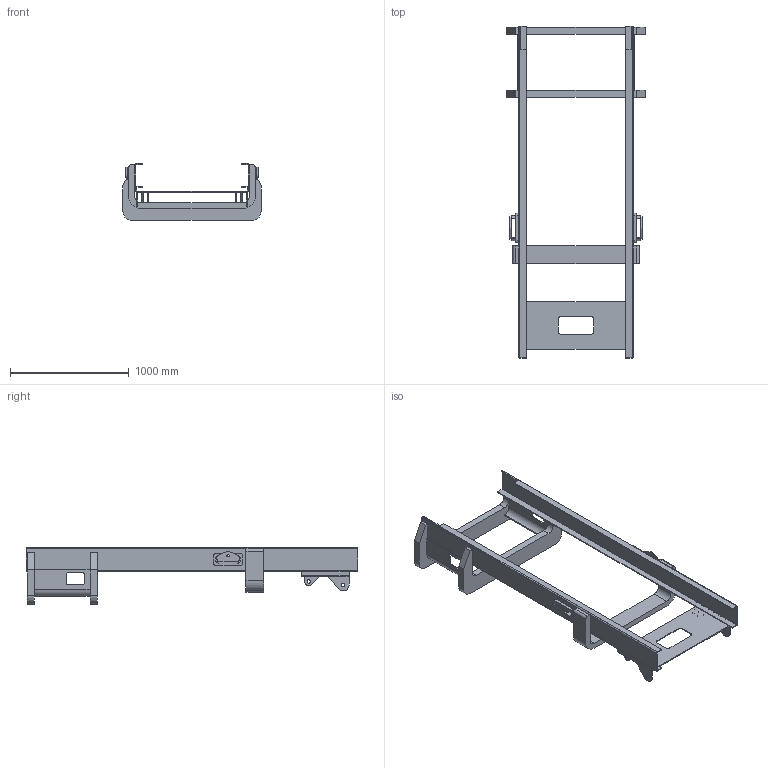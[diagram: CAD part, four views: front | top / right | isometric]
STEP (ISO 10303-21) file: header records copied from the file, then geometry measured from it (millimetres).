
FILE_DESCRIPTION (( 'STEP AP214' ), '1' );
FILE_NAME ('main_frame.STEP', '2020-04-22T21:05:54', ( '' ), ( '' ), 'SwSTEP 2.0', 'SolidWorks 2017', '' );
FILE_SCHEMA (( 'AUTOMOTIVE_DESIGN' ));
Length unit declared in the file: millimetre
Products named in the file (1): main_frame
Bounding box: 1166 x 2800 x 478 mm (x, y, z)
Volume: 58294609.7 mm3; surface area: 6669855.3 mm2
Topology: 1 solids, 1 shells, 250 faces, 718 edges, 470 vertices
Faces by surface type: plane 152, cylinder 98
Entity records: 8288 total; most frequent: CARTESIAN_POINT 1439, ORIENTED_EDGE 1436, DIRECTION 1428, EDGE_CURVE 718, VECTOR 510, LINE 510, VERTEX_POINT 470, AXIS2_PLACEMENT_3D 459
